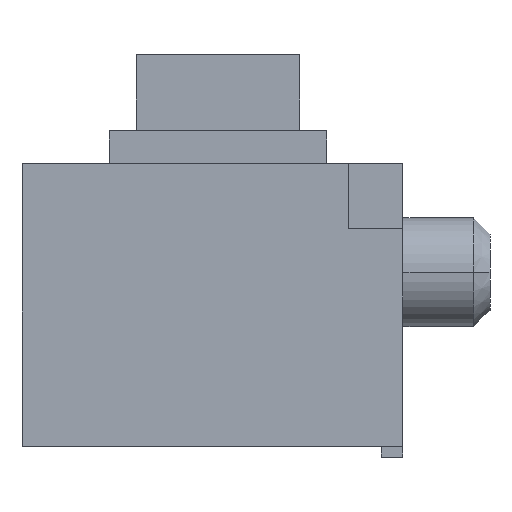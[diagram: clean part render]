
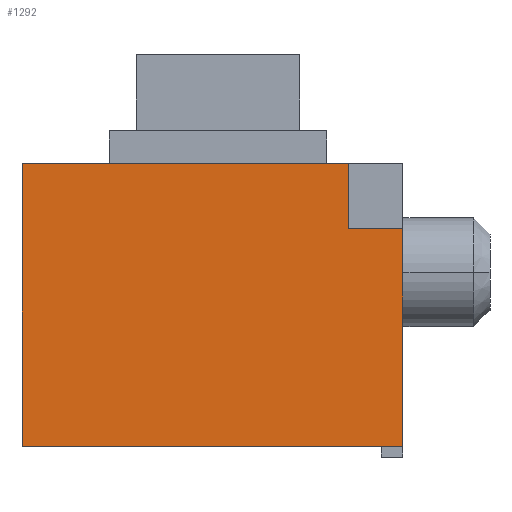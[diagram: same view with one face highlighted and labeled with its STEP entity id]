
A CAD part, left-side view. The second image highlights one B-rep face of the part: STEP entity #1292.
In plain terms, the highlighted planar face has unit normal (-1, 0, 0).
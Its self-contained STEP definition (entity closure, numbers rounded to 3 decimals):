
#325=DIRECTION('',(0.,1.,0.));
#326=VECTOR('',#325,3.);
#327=CARTESIAN_POINT('',(-3.5,0.5,0.));
#328=LINE('',#327,#326);
#367=DIRECTION('',(0.,1.,0.));
#368=VECTOR('',#367,0.5);
#369=CARTESIAN_POINT('',(-3.5,0.,-0.6));
#370=LINE('',#369,#368);
#388=DIRECTION('',(0.,0.,-1.));
#389=VECTOR('',#388,0.6);
#390=CARTESIAN_POINT('',(-3.5,0.5,0.));
#391=LINE('',#390,#389);
#395=DIRECTION('',(0.,0.,-1.));
#396=VECTOR('',#395,2.);
#397=CARTESIAN_POINT('',(-3.5,0.,-0.6));
#398=LINE('',#397,#396);
#402=DIRECTION('',(0.,1.,0.));
#403=VECTOR('',#402,3.5);
#404=CARTESIAN_POINT('',(-3.5,0.,-2.6));
#405=LINE('',#404,#403);
#409=DIRECTION('',(0.,0.,-1.));
#410=VECTOR('',#409,2.6);
#411=CARTESIAN_POINT('',(-3.5,3.5,0.));
#412=LINE('',#411,#410);
#835=CARTESIAN_POINT('',(-3.5,0.,-2.6));
#836=VERTEX_POINT('',#835);
#837=CARTESIAN_POINT('',(-3.5,0.,-0.6));
#838=VERTEX_POINT('',#837);
#890=CARTESIAN_POINT('',(-3.5,0.5,0.));
#892=VERTEX_POINT('',#890);
#895=CARTESIAN_POINT('',(-3.5,0.5,-0.6));
#896=VERTEX_POINT('',#895);
#901=CARTESIAN_POINT('',(-3.5,3.5,-2.6));
#902=VERTEX_POINT('',#901);
#927=CARTESIAN_POINT('',(-3.5,3.5,0.));
#928=VERTEX_POINT('',#927);
#1277=CARTESIAN_POINT('',(-3.5,1.75,-1.3));
#1278=DIRECTION('',(1.,0.,0.));
#1279=DIRECTION('',(0.,0.,1.));
#1280=AXIS2_PLACEMENT_3D('',#1277,#1278,#1279);
#1281=PLANE('',#1280);
#1283=ORIENTED_EDGE('',*,*,#1282,.T.);
#1284=ORIENTED_EDGE('',*,*,#1268,.F.);
#1285=ORIENTED_EDGE('',*,*,#976,.T.);
#1286=ORIENTED_EDGE('',*,*,#1026,.T.);
#1288=ORIENTED_EDGE('',*,*,#1287,.F.);
#1289=ORIENTED_EDGE('',*,*,#1209,.F.);
#1290=EDGE_LOOP('',(#1283,#1284,#1285,#1286,#1288,#1289));
#1291=FACE_OUTER_BOUND('',#1290,.F.);
#1292=ADVANCED_FACE('',(#1291),#1281,.F.);
#976=EDGE_CURVE('',#838,#836,#398,.T.);
#1026=EDGE_CURVE('',#836,#902,#405,.T.);
#1209=EDGE_CURVE('',#892,#928,#328,.T.);
#1268=EDGE_CURVE('',#838,#896,#370,.T.);
#1282=EDGE_CURVE('',#892,#896,#391,.T.);
#1287=EDGE_CURVE('',#928,#902,#412,.T.);
